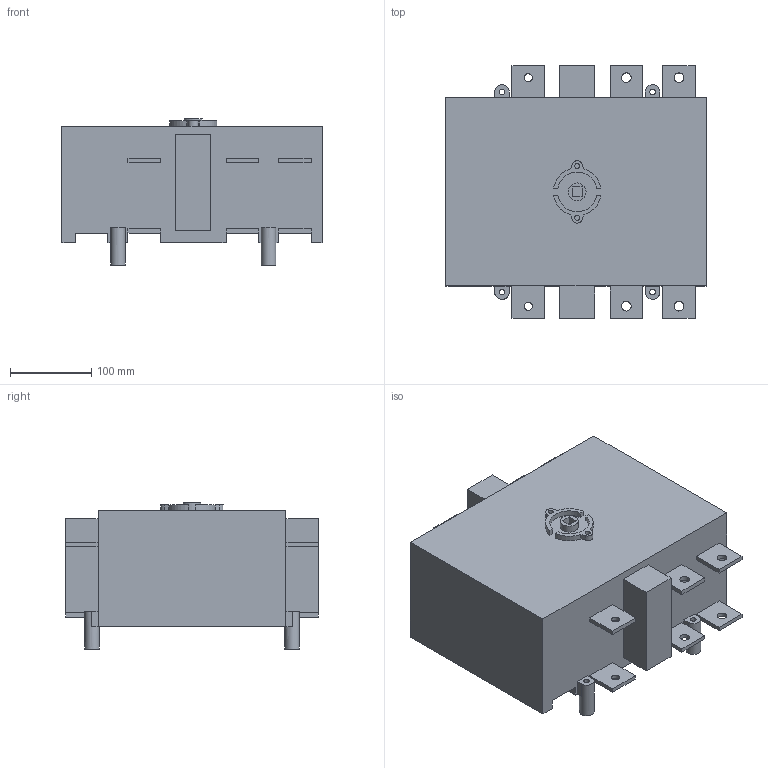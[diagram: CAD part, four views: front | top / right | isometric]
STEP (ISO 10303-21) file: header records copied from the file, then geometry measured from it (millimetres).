
FILE_DESCRIPTION(/* description */ (''),/* implementation_level */ '2;1');
FILE_NAME(/* name */ '3d_GE0800E.stp',/* time_stamp */ '2018-10-08T14:57:21+02:00',/* author */ ('Andrzej'),/* organization */ (''),/* preprocessor_version */ 'ST-DEVELOPER v16.13',/* originating_system */ 'AutoCAD Mechanical',/* authorisation */ '');
FILE_SCHEMA (('AUTOMOTIVE_DESIGN { 1 0 10303 214 3 1 1 }'));
Length unit declared in the file: millimetre
Products named in the file (1): Product
Bounding box: 321 x 312 x 180.25 mm (x, y, z)
Volume: 10797425.3 mm3; surface area: 413055.7 mm2
Topology: 1 solids, 1 shells, 151 faces, 1104 edges, 1656 vertices
Faces by surface type: plane 120, cylinder 31
Full cylindrical faces by diameter (mm): 6 x2, 7 x4, 10 x4, 12 x8, 18 x4, 22 x1
Entity records: 10359 total; most frequent: CARTESIAN_POINT 2896, DIRECTION 1615, LINE 837, VECTOR 837, ORIENTED_EDGE 732, STYLED_ITEM 709, TRIMMED_CURVE 708, AXIS2_PLACEMENT_3D 389
